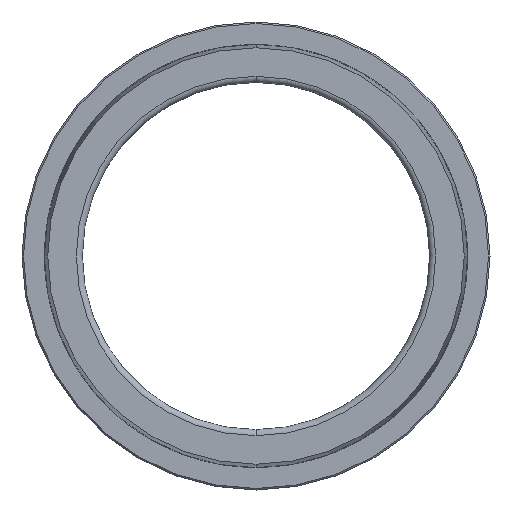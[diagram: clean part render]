
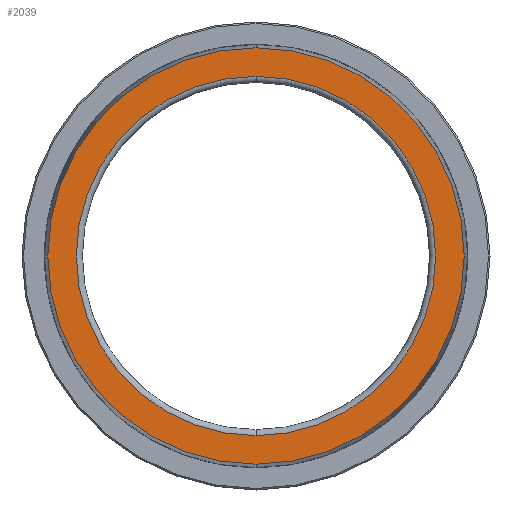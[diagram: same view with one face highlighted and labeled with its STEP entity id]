
A CAD part, front view. The second image highlights one B-rep face of the part: STEP entity #2039.
In plain terms, the highlighted planar face has unit normal (0, -1, 0).
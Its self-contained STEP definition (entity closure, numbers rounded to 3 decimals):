
#361 = AXIS2_PLACEMENT_3D ( 'NONE', #13730, #5111, #17309 ) ;
#1111 = CARTESIAN_POINT ( 'NONE',  ( 59.5, -18.071, 0. ) ) ;
#2039 = ADVANCED_FACE ( 'NONE', ( #11129, #14380 ), #18743, .T. ) ;
#2219 = EDGE_CURVE ( 'NONE', #5899, #11785, #5329, .T. ) ;
#2654 = ORIENTED_EDGE ( 'NONE', *, *, #6538, .F. ) ;
#3247 = AXIS2_PLACEMENT_3D ( 'NONE', #20712, #22172, #6368 ) ;
#3845 = DIRECTION ( 'NONE',  ( 0., -1., 0. ) ) ;
#5111 = DIRECTION ( 'NONE',  ( 0., -1., 0. ) ) ;
#5329 = CIRCLE ( 'NONE', #20930, 68.95 ) ;
#5541 = DIRECTION ( 'NONE',  ( 0., -1., 0. ) ) ;
#5899 = VERTEX_POINT ( 'NONE', #6057 ) ;
#6057 = CARTESIAN_POINT ( 'NONE',  ( 0., -18.071, 68.95 ) ) ;
#6151 = ORIENTED_EDGE ( 'NONE', *, *, #13828, .F. ) ;
#6368 = DIRECTION ( 'NONE',  ( 0., 0., -1. ) ) ;
#6538 = EDGE_CURVE ( 'NONE', #12886, #11689, #13759, .T. ) ;
#7558 = CARTESIAN_POINT ( 'NONE',  ( 0., -18.071, 59.5 ) ) ;
#7622 = EDGE_LOOP ( 'NONE', ( #14975, #19953 ) ) ;
#10725 = CARTESIAN_POINT ( 'NONE',  ( 0., -18.071, 0. ) ) ;
#10819 = CARTESIAN_POINT ( 'NONE',  ( 0., -18.071, -59.5 ) ) ;
#11129 = FACE_OUTER_BOUND ( 'NONE', #7622, .T. ) ;
#11656 = EDGE_LOOP ( 'NONE', ( #6151, #2654 ) ) ;
#11689 = VERTEX_POINT ( 'NONE', #10819 ) ;
#11785 = VERTEX_POINT ( 'NONE', #21441 ) ;
#12480 = DIRECTION ( 'NONE',  ( 0., 0., -1. ) ) ;
#12886 = VERTEX_POINT ( 'NONE', #7558 ) ;
#13304 = DIRECTION ( 'NONE',  ( 0., -1., 0. ) ) ;
#13388 = DIRECTION ( 'NONE',  ( 0., 0., -1. ) ) ;
#13730 = CARTESIAN_POINT ( 'NONE',  ( 0., -18.071, 0. ) ) ;
#13759 = CIRCLE ( 'NONE', #361, 59.5 ) ;
#13828 = EDGE_CURVE ( 'NONE', #11689, #12886, #19665, .T. ) ;
#14380 = FACE_BOUND ( 'NONE', #11656, .T. ) ;
#14975 = ORIENTED_EDGE ( 'NONE', *, *, #2219, .T. ) ;
#15451 = EDGE_CURVE ( 'NONE', #11785, #5899, #19418, .T. ) ;
#16351 = DIRECTION ( 'NONE',  ( 0., 0., -1. ) ) ;
#17309 = DIRECTION ( 'NONE',  ( 0., 0., -1. ) ) ;
#17814 = CARTESIAN_POINT ( 'NONE',  ( 0., -18.071, 0. ) ) ;
#18679 = AXIS2_PLACEMENT_3D ( 'NONE', #17814, #5541, #16351 ) ;
#18743 = PLANE ( 'NONE',  #19455 ) ;
#19418 = CIRCLE ( 'NONE', #3247, 68.95 ) ;
#19455 = AXIS2_PLACEMENT_3D ( 'NONE', #1111, #13304, #13388 ) ;
#19665 = CIRCLE ( 'NONE', #18679, 59.5 ) ;
#19953 = ORIENTED_EDGE ( 'NONE', *, *, #15451, .T. ) ;
#20712 = CARTESIAN_POINT ( 'NONE',  ( 0., -18.071, 0. ) ) ;
#20930 = AXIS2_PLACEMENT_3D ( 'NONE', #10725, #3845, #12480 ) ;
#21441 = CARTESIAN_POINT ( 'NONE',  ( 0., -18.071, -68.95 ) ) ;
#22172 = DIRECTION ( 'NONE',  ( 0., -1., 0. ) ) ;
